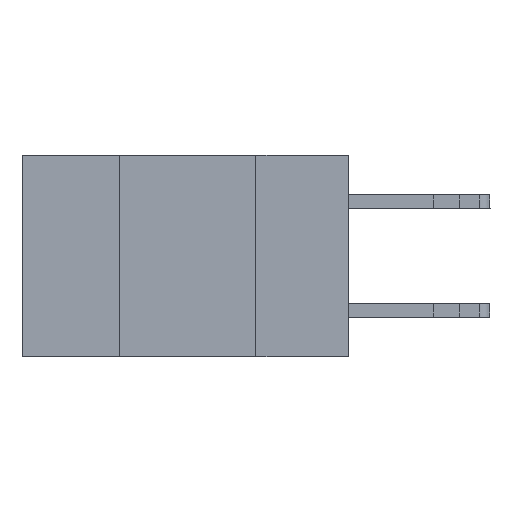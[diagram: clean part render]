
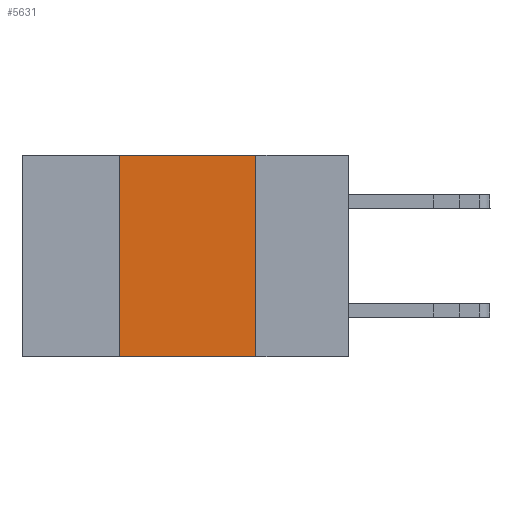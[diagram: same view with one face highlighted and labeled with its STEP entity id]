
A CAD part, left-side view. The second image highlights one B-rep face of the part: STEP entity #5631.
In plain terms, the highlighted planar face has unit normal (-1, 0, 0).
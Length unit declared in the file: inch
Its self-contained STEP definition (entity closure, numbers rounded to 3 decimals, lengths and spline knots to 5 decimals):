
#220 = VECTOR ( 'NONE', #4903, 39.37008 ) ;
#610 = VECTOR ( 'NONE', #5121, 39.37008 ) ;
#834 = CARTESIAN_POINT ( 'NONE',  ( 0., 0.42, 0. ) ) ;
#1407 = CARTESIAN_POINT ( 'NONE',  ( 0., 0.17, 0. ) ) ;
#1740 = DIRECTION ( 'NONE',  ( 0., -1., 0. ) ) ;
#2075 = CARTESIAN_POINT ( 'NONE',  ( 0., 0.42, 0. ) ) ;
#2452 = EDGE_CURVE ( 'NONE', #8647, #3130, #2922, .T. ) ;
#2687 = LINE ( 'NONE', #6149, #610 ) ;
#2922 = LINE ( 'NONE', #2075, #5454 ) ;
#3130 = VERTEX_POINT ( 'NONE', #834 ) ;
#3468 = CARTESIAN_POINT ( 'NONE',  ( 0., 0.6, 0. ) ) ;
#3599 = EDGE_CURVE ( 'NONE', #8647, #8175, #8021, .T. ) ;
#3602 = AXIS2_PLACEMENT_3D ( 'NONE', #3468, #8615, #4154 ) ;
#4007 = ORIENTED_EDGE ( 'NONE', *, *, #4339, .F. ) ;
#4154 = DIRECTION ( 'NONE',  ( 0., 0., -1. ) ) ;
#4272 = EDGE_LOOP ( 'NONE', ( #8518, #4007, #7802, #6970 ) ) ;
#4322 = FACE_OUTER_BOUND ( 'NONE', #4272, .T. ) ;
#4339 = EDGE_CURVE ( 'NONE', #3130, #4687, #2687, .T. ) ;
#4687 = VERTEX_POINT ( 'NONE', #1407 ) ;
#4744 = CARTESIAN_POINT ( 'NONE',  ( 0., 0.42, -0.37 ) ) ;
#4903 = DIRECTION ( 'NONE',  ( 0., 0., -1. ) ) ;
#5121 = DIRECTION ( 'NONE',  ( 0., -1., 0. ) ) ;
#5454 = VECTOR ( 'NONE', #5543, 39.37008 ) ;
#5543 = DIRECTION ( 'NONE',  ( 0., 0., 1. ) ) ;
#5631 = ADVANCED_FACE ( 'NONE', ( #4322 ), #11319, .F. ) ;
#6149 = CARTESIAN_POINT ( 'NONE',  ( 0., 0.6, 0. ) ) ;
#6522 = CARTESIAN_POINT ( 'NONE',  ( 0., 0.17, -0.37 ) ) ;
#6687 = VECTOR ( 'NONE', #1740, 39.37008 ) ;
#6970 = ORIENTED_EDGE ( 'NONE', *, *, #3599, .T. ) ;
#7374 = LINE ( 'NONE', #10866, #220 ) ;
#7802 = ORIENTED_EDGE ( 'NONE', *, *, #2452, .F. ) ;
#8021 = LINE ( 'NONE', #8937, #6687 ) ;
#8175 = VERTEX_POINT ( 'NONE', #6522 ) ;
#8518 = ORIENTED_EDGE ( 'NONE', *, *, #10907, .F. ) ;
#8615 = DIRECTION ( 'NONE',  ( 1., 0., 0. ) ) ;
#8647 = VERTEX_POINT ( 'NONE', #4744 ) ;
#8937 = CARTESIAN_POINT ( 'NONE',  ( 0., 0.6, -0.37 ) ) ;
#10866 = CARTESIAN_POINT ( 'NONE',  ( 0., 0.17, 0. ) ) ;
#10907 = EDGE_CURVE ( 'NONE', #4687, #8175, #7374, .T. ) ;
#11319 = PLANE ( 'NONE',  #3602 ) ;
